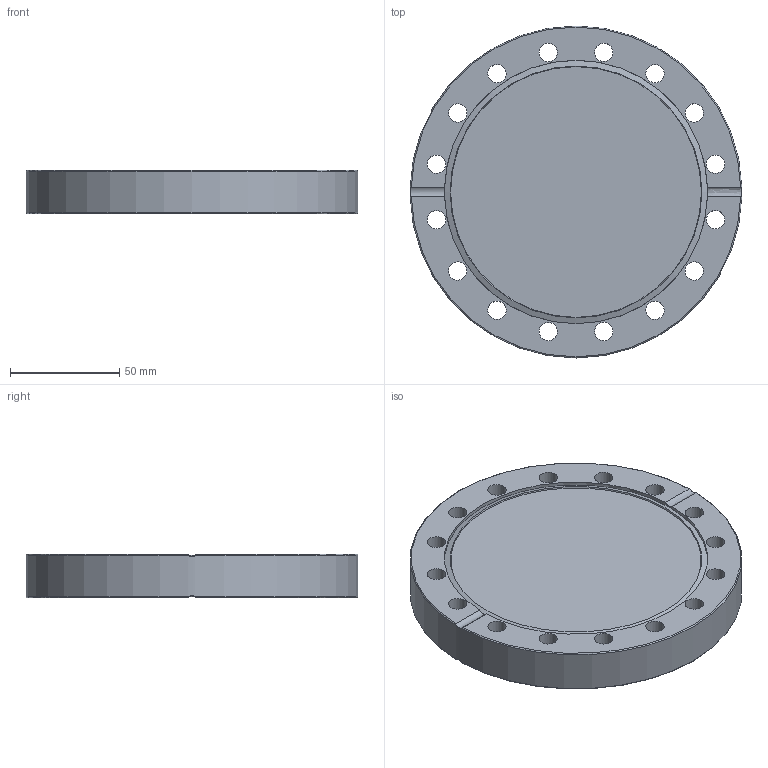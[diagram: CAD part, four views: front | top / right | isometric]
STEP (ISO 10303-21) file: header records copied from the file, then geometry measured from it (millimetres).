
FILE_DESCRIPTION((''),'2;1');
FILE_NAME('F100DBLNS.stp','2009-03-13T09:07:24',('hasers'),(''),'Autodesk Inventor 2008','Autodesk Inventor 2008','');
FILE_SCHEMA(('AUTOMOTIVE_DESIGN { 1 0 10303 214 1 1 1 1 }'));
Length unit declared in the file: millimetre
Products named in the file (2): F100DBLNS; CF-07 [Keywords [Summary]=1.4429][Company [Summary]=Vacom][Title [Summary]=F100DB]
Assembly tree (1 placements, depth 2):
  F100DBLNS
    CF-07 [Keywords [Summary]=1.4429][Company [Summary]=Vacom][Title [Summary]=F100DB]
Bounding box: 152 x 152 x 20 mm (x, y, z)
Volume: 317786.2 mm3; surface area: 53936.1 mm2
Topology: 1 solids, 1 shells, 37 faces, 115 edges, 80 vertices
Faces by surface type: bspline 18, plane 6, cylinder 5, torus 4, cone 4
Full cylindrical faces by diameter (mm): 120.6 x2, 152 x1
Entity records: 1589 total; most frequent: CARTESIAN_POINT 711, DIRECTION 152, ORIENTED_EDGE 148, EDGE_LOOP 92, EDGE_CURVE 74, AXIS2_PLACEMENT_3D 72, VERTEX_POINT 62, FACE_BOUND 55
